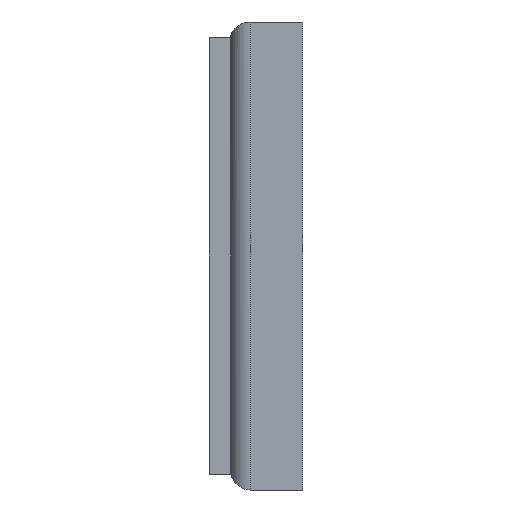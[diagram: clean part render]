
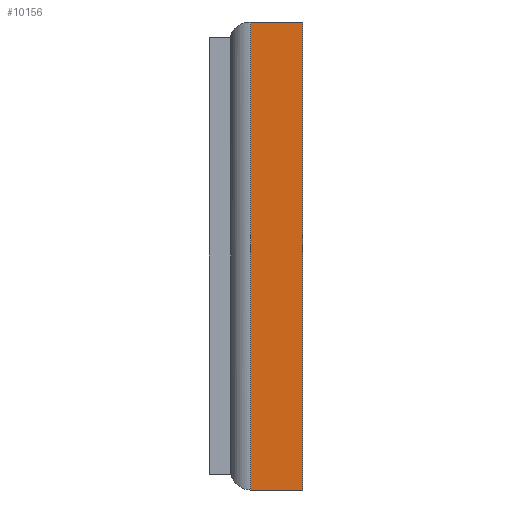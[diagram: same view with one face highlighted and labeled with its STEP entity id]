
A CAD part, left-side view. The second image highlights one B-rep face of the part: STEP entity #10156.
In plain terms, the highlighted planar face has unit normal (-1, 0, 0).
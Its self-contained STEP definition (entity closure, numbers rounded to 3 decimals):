
#1396=FACE_OUTER_BOUND('',#1978,.T.);
#1978=EDGE_LOOP('',(#7979,#7980,#7981,#7982));
#2661=LINE('',#16437,#3503);
#2665=LINE('',#16450,#3507);
#2666=LINE('',#16453,#3508);
#2667=LINE('',#16454,#3509);
#3503=VECTOR('',#11239,10.);
#3507=VECTOR('',#11251,10.);
#3508=VECTOR('',#11254,10.);
#3509=VECTOR('',#11255,10.);
#4465=VERTEX_POINT('',#16434);
#4466=VERTEX_POINT('',#16436);
#4471=VERTEX_POINT('',#16448);
#4472=VERTEX_POINT('',#16452);
#5728=EDGE_CURVE('',#4466,#4465,#2661,.T.);
#5735=EDGE_CURVE('',#4471,#4465,#2665,.T.);
#5736=EDGE_CURVE('',#4471,#4472,#2666,.T.);
#5737=EDGE_CURVE('',#4466,#4472,#2667,.T.);
#7979=ORIENTED_EDGE('',*,*,#5735,.F.);
#7980=ORIENTED_EDGE('',*,*,#5736,.T.);
#7981=ORIENTED_EDGE('',*,*,#5737,.F.);
#7982=ORIENTED_EDGE('',*,*,#5728,.T.);
#9764=PLANE('',#10582);
#10156=ADVANCED_FACE('',(#1396),#9764,.T.);
#10582=AXIS2_PLACEMENT_3D('',#16451,#11252,#11253);
#11239=DIRECTION('',(0.,1.,0.));
#11251=DIRECTION('',(0.,0.,1.));
#11252=DIRECTION('center_axis',(-1.,0.,0.));
#11253=DIRECTION('ref_axis',(0.,0.,1.));
#11254=DIRECTION('',(0.,-1.,0.));
#11255=DIRECTION('',(0.,0.,-1.));
#16434=CARTESIAN_POINT('',(-43.07,-1.5,51.1));
#16436=CARTESIAN_POINT('',(-43.07,-6.5,51.1));
#16437=CARTESIAN_POINT('',(-43.07,0.,51.1));
#16448=CARTESIAN_POINT('',(-43.07,-1.5,6.1));
#16450=CARTESIAN_POINT('',(-43.07,-1.5,17.35));
#16451=CARTESIAN_POINT('Origin',(-43.07,0.,6.1));
#16452=CARTESIAN_POINT('',(-43.07,-6.5,6.1));
#16453=CARTESIAN_POINT('',(-43.07,0.,6.1));
#16454=CARTESIAN_POINT('',(-43.07,-6.5,6.1));
